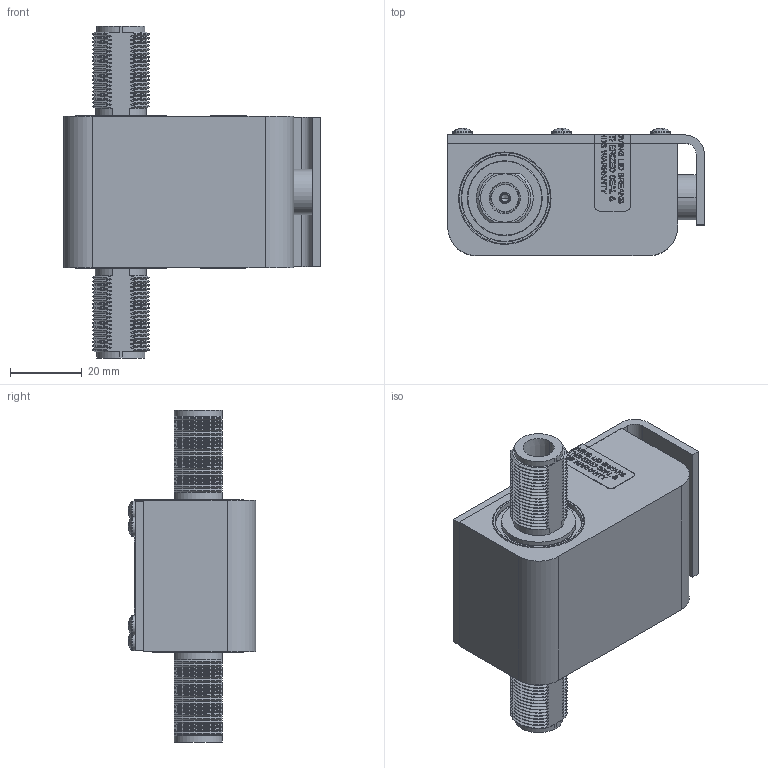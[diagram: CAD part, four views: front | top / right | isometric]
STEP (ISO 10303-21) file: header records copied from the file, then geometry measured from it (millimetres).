
FILE_DESCRIPTION (( 'STEP AP214' ), '1' );
FILE_NAME ('VHF50HN.STEP', '2012-03-23T17:08:57', ( '' ), ( '' ), 'SwSTEP 2.0', 'SolidWorks 2011', '' );
FILE_SCHEMA (( 'AUTOMOTIVE_DESIGN' ));
Length unit declared in the file: inch
Products named in the file (10): 7020-1394; 7020-2798; 7020-2573; 1081-0251-05; 2011-1306; 9020-0055; 1708-1211; 5220-0007; 5330-0198-01; VHF50HN
Assembly tree (15 placements, depth 3):
  VHF50HN
    9020-0055
      1708-1211
      5220-0007
    1081-0251-05  x6
    7020-1394
    7020-2573
    5330-0198-01
    2011-1306  x2
    7020-2798
Bounding box: 71.58 x 35.53 x 92.66 mm (x, y, z)
Volume: 64768.7 mm3; surface area: 39035 mm2
Topology: 14 solids, 14 shells, 2984 faces, 7695 edges, 4894 vertices
Faces by surface type: plane 1261, cylinder 664, cone 622, bspline 405, torus 32
Entity records: 87201 total; most frequent: CARTESIAN_POINT 27456, ORIENTED_EDGE 11404, DIRECTION 9035, EDGE_CURVE 5702, LINE 3903, VECTOR 3903, VERTEX_POINT 3733, AXIS2_PLACEMENT_3D 2566
